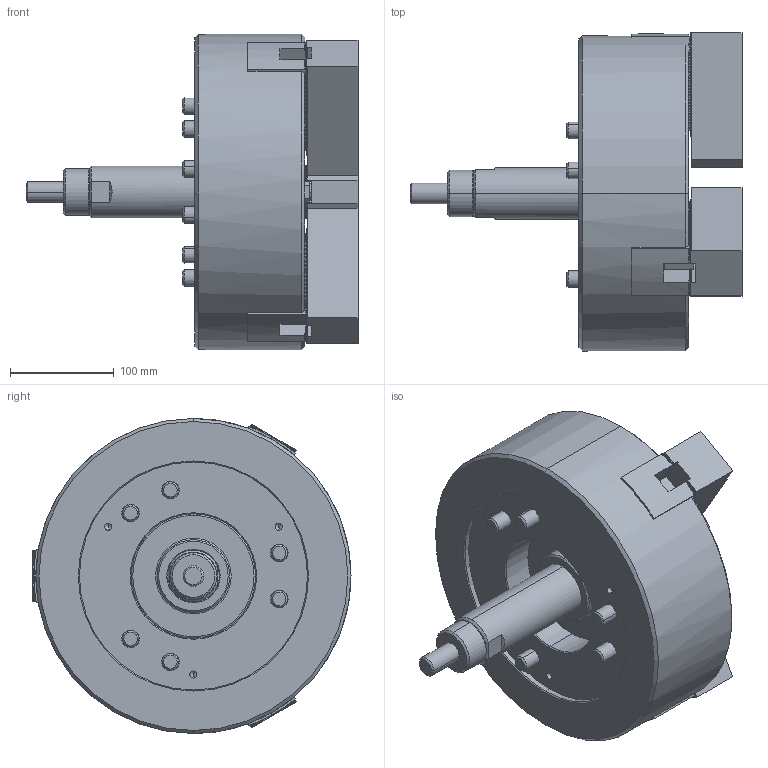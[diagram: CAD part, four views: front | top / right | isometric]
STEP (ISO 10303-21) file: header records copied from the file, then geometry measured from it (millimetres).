
FILE_DESCRIPTION (( 'STEP AP203' ), '1' );
FILE_NAME ('CF-3P-12.STEP', '2021-07-02T06:24:33', ( '' ), ( '' ), 'SwSTEP 2.0', 'SolidWorks 2016', '' );
FILE_SCHEMA (( 'CONFIG_CONTROL_DESIGN' ));
Length unit declared in the file: millimetre
Products named in the file (13): 圓頭內六角螺栓_M16x40; CF-3P-12-02000; 圓頭內六角螺栓_M16x100; CF-3P-12-03000; 圓頭內六角螺栓_M20x90; CF-3P-12-04000; CF-3P-12; CF-3P-12-05000; CF-3P-10-06010; CF-3H-12-04000(T型塊); SJ-12H; 圓頭內六角螺栓_M5x12; CF-3P-12-01000
Assembly tree (30 placements, depth 2):
  CF-3P-12
    CF-3P-12-01000
    CF-3P-12-02000
    CF-3P-12-03000  x3
    CF-3P-12-04000
    CF-3P-12-05000
    CF-3P-10-06010
    CF-3H-12-04000(T型塊)  x3
    SJ-12H  x3
    圓頭內六角螺栓_M5x12  x3
    圓頭內六角螺栓_M16x40  x6
    圓頭內六角螺栓_M16x100  x6
    圓頭內六角螺栓_M20x90
Bounding box: 320.25 x 306.75 x 304 mm (x, y, z)
Volume: 8204945.4 mm3; surface area: 783773.8 mm2
Topology: 30 solids, 30 shells, 3917 faces, 11226 edges, 7403 vertices
Faces by surface type: plane 2728, cylinder 982, cone 199, torus 8
Entity records: 49194 total; most frequent: CARTESIAN_POINT 9563, ORIENTED_EDGE 8296, DIRECTION 7475, EDGE_CURVE 4148, LINE 3025, VECTOR 3025, VERTEX_POINT 2737, AXIS2_PLACEMENT_3D 2225
